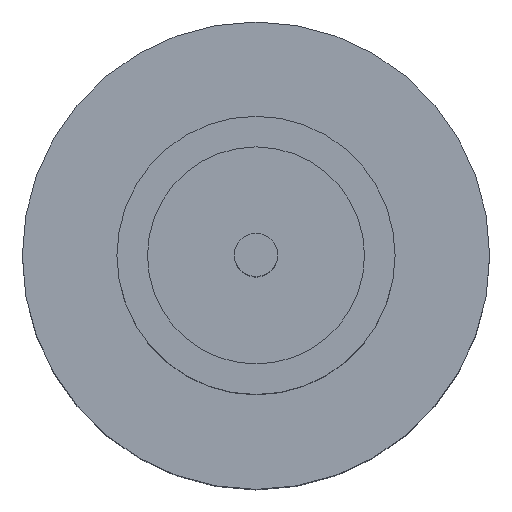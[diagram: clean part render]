
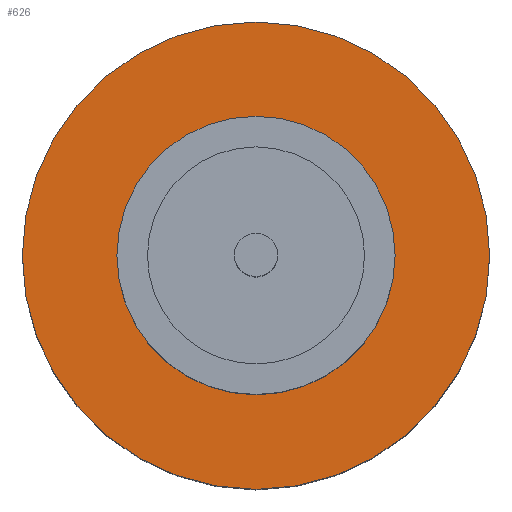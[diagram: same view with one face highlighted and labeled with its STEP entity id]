
A CAD part, top view. The second image highlights one B-rep face of the part: STEP entity #626.
In plain terms, the highlighted planar face has unit normal (0, 0, 1).
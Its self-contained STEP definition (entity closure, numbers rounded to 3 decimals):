
#17 = CARTESIAN_POINT ( 'NONE',  ( 0., 0., 1.55 ) ) ;
#32 = CARTESIAN_POINT ( 'NONE',  ( 0., 0., 1.55 ) ) ;
#70 = CARTESIAN_POINT ( 'NONE',  ( -1.25, 0., 1.55 ) ) ;
#90 = EDGE_CURVE ( 'NONE', #947, #423, #172, .T. ) ;
#128 = AXIS2_PLACEMENT_3D ( 'NONE', #930, #919, #339 ) ;
#131 = CARTESIAN_POINT ( 'NONE',  ( 0., 0., 1.55 ) ) ;
#159 = ORIENTED_EDGE ( 'NONE', *, *, #859, .F. ) ;
#172 = CIRCLE ( 'NONE', #529, 2.1 ) ;
#203 = AXIS2_PLACEMENT_3D ( 'NONE', #17, #548, #557 ) ;
#212 = CARTESIAN_POINT ( 'NONE',  ( 0., 0., 1.55 ) ) ;
#267 = ORIENTED_EDGE ( 'NONE', *, *, #939, .T. ) ;
#269 = ORIENTED_EDGE ( 'NONE', *, *, #350, .F. ) ;
#283 = DIRECTION ( 'NONE',  ( 1., 0., 0. ) ) ;
#327 = DIRECTION ( 'NONE',  ( 0., 0., 1. ) ) ;
#339 = DIRECTION ( 'NONE',  ( 1., 0., 0. ) ) ;
#350 = EDGE_CURVE ( 'NONE', #651, #754, #858, .T. ) ;
#418 = CIRCLE ( 'NONE', #918, 2.1 ) ;
#423 = VERTEX_POINT ( 'NONE', #874 ) ;
#503 = FACE_OUTER_BOUND ( 'NONE', #840, .T. ) ;
#529 = AXIS2_PLACEMENT_3D ( 'NONE', #32, #327, #553 ) ;
#548 = DIRECTION ( 'NONE',  ( 0., 0., 1. ) ) ;
#553 = DIRECTION ( 'NONE',  ( 1., 0., 0. ) ) ;
#557 = DIRECTION ( 'NONE',  ( 1., 0., 0. ) ) ;
#571 = EDGE_LOOP ( 'NONE', ( #159, #269 ) ) ;
#577 = CARTESIAN_POINT ( 'NONE',  ( -2.1, 0., 1.55 ) ) ;
#616 = FACE_BOUND ( 'NONE', #571, .T. ) ;
#626 = ADVANCED_FACE ( 'NONE', ( #616, #503 ), #660, .T. ) ;
#633 = AXIS2_PLACEMENT_3D ( 'NONE', #131, #655, #736 ) ;
#651 = VERTEX_POINT ( 'NONE', #70 ) ;
#655 = DIRECTION ( 'NONE',  ( 0., 0., 1. ) ) ;
#660 = PLANE ( 'NONE',  #633 ) ;
#731 = DIRECTION ( 'NONE',  ( 0., 0., 1. ) ) ;
#736 = DIRECTION ( 'NONE',  ( 1., 0., 0. ) ) ;
#754 = VERTEX_POINT ( 'NONE', #759 ) ;
#759 = CARTESIAN_POINT ( 'NONE',  ( 1.25, 0., 1.55 ) ) ;
#827 = CIRCLE ( 'NONE', #203, 1.25 ) ;
#840 = EDGE_LOOP ( 'NONE', ( #950, #267 ) ) ;
#858 = CIRCLE ( 'NONE', #128, 1.25 ) ;
#859 = EDGE_CURVE ( 'NONE', #754, #651, #827, .T. ) ;
#874 = CARTESIAN_POINT ( 'NONE',  ( 2.1, 0., 1.55 ) ) ;
#918 = AXIS2_PLACEMENT_3D ( 'NONE', #212, #731, #283 ) ;
#919 = DIRECTION ( 'NONE',  ( 0., 0., 1. ) ) ;
#930 = CARTESIAN_POINT ( 'NONE',  ( 0., 0., 1.55 ) ) ;
#939 = EDGE_CURVE ( 'NONE', #423, #947, #418, .T. ) ;
#947 = VERTEX_POINT ( 'NONE', #577 ) ;
#950 = ORIENTED_EDGE ( 'NONE', *, *, #90, .T. ) ;
